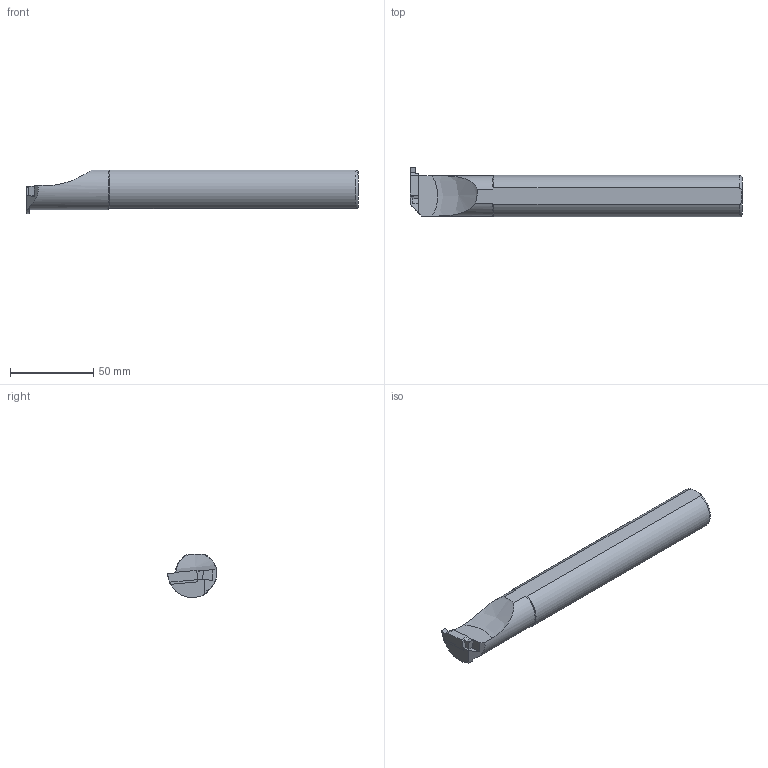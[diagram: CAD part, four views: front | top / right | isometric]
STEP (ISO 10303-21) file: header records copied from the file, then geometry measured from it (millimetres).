
FILE_DESCRIPTION(/* description */ (''),/* implementation_level */ '2;1');
FILE_NAME(/* name */ 'AIKT-154.91-L-25-5-T5-LIGHT.stp',/* time_stamp */ '2023-12-04T12:19:06+03:00',/* author */ (''),/* organization */ (''),/* preprocessor_version */ 'ST-DEVELOPER v19.4',/* originating_system */ 'SIEMENS PLM Software NX2306.3001',/* authorisation */ '');
FILE_SCHEMA (('AUTOMOTIVE_DESIGN { 1 0 10303 214 3 1 1 1 }'));
Length unit declared in the file: millimetre
Products named in the file (1): AIKT-154.91-R-25-5-T5-LIGHT_objects
Bounding box: 200 x 30 x 26.1 mm (x, y, z)
Volume: 88591.1 mm3; surface area: 16585.3 mm2
Topology: 2 solids, 2 shells, 35 faces, 90 edges, 59 vertices
Faces by surface type: plane 24, cylinder 5, cone 4, torus 1, bspline 1
Full cylindrical faces by diameter (mm): 3.15 x1
Entity records: 2085 total; most frequent: CARTESIAN_POINT 1231, ORIENTED_EDGE 166, DIRECTION 162, EDGE_CURVE 83, VERTEX_POINT 57, LINE 54, VECTOR 54, AXIS2_PLACEMENT_3D 54
